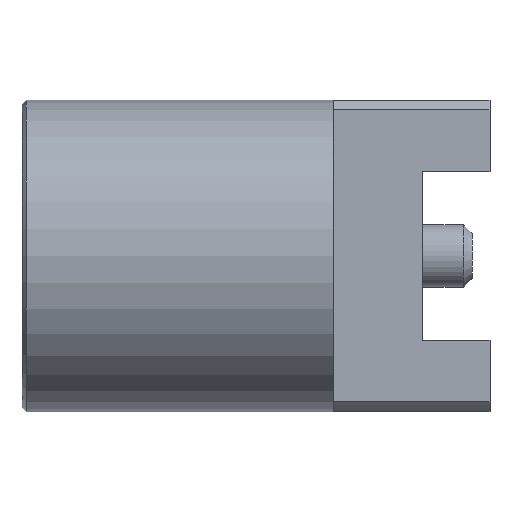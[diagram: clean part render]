
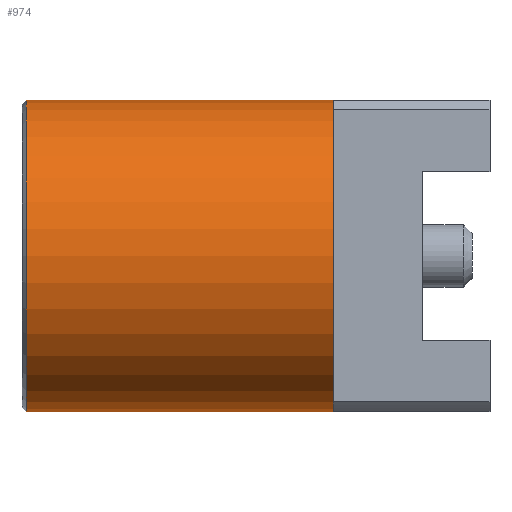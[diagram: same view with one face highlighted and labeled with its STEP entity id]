
A CAD part, top view. The second image highlights one B-rep face of the part: STEP entity #974.
In plain terms, the highlighted cylindrical face has radius 1.75 mm (diameter 3.5 mm), a partial arc.
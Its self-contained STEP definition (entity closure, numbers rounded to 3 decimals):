
#1=CARTESIAN_POINT('',(0.05,0.,0.));
#2=DIRECTION('',(-1.,0.,0.));
#3=DIRECTION('',(0.,-1.,0.));
#4=AXIS2_PLACEMENT_3D('',#1,#2,#3);
#6=CARTESIAN_POINT('',(3.5,0.,0.));
#7=DIRECTION('',(1.,0.,0.));
#8=DIRECTION('',(0.,1.,0.));
#9=AXIS2_PLACEMENT_3D('',#6,#7,#8);
#11=CARTESIAN_POINT('',(3.5,0.,0.));
#12=DIRECTION('',(1.,0.,0.));
#13=DIRECTION('',(0.,0.,1.));
#14=AXIS2_PLACEMENT_3D('',#11,#12,#13);
#49=DIRECTION('',(-1.,0.,0.));
#50=VECTOR('',#49,3.45);
#51=CARTESIAN_POINT('',(3.5,-1.75,0.));
#52=LINE('',#51,#50);
#63=DIRECTION('',(-1.,0.,0.));
#64=VECTOR('',#63,3.45);
#65=CARTESIAN_POINT('',(3.5,1.75,0.));
#66=LINE('',#65,#64);
#747=CARTESIAN_POINT('',(3.5,1.75,0.));
#748=CARTESIAN_POINT('',(3.5,0.,1.75));
#749=VERTEX_POINT('',#747);
#750=VERTEX_POINT('',#748);
#751=CARTESIAN_POINT('',(3.5,-1.75,0.));
#752=VERTEX_POINT('',#751);
#843=CARTESIAN_POINT('',(0.05,1.75,0.));
#844=CARTESIAN_POINT('',(0.05,-1.75,0.));
#845=VERTEX_POINT('',#843);
#846=VERTEX_POINT('',#844);
#957=CARTESIAN_POINT('',(-0.175,0.,0.));
#958=DIRECTION('',(1.,0.,0.));
#959=DIRECTION('',(0.,-1.,0.));
#960=AXIS2_PLACEMENT_3D('',#957,#958,#959);
#961=CYLINDRICAL_SURFACE('',#960,1.75);
#963=ORIENTED_EDGE('',*,*,#962,.T.);
#965=ORIENTED_EDGE('',*,*,#964,.F.);
#967=ORIENTED_EDGE('',*,*,#966,.T.);
#969=ORIENTED_EDGE('',*,*,#968,.T.);
#971=ORIENTED_EDGE('',*,*,#970,.T.);
#972=EDGE_LOOP('',(#963,#965,#967,#969,#971));
#973=FACE_OUTER_BOUND('',#972,.F.);
#974=ADVANCED_FACE('',(#973),#961,.T.);
#5=CIRCLE('',#4,1.75);
#10=CIRCLE('',#9,1.75);
#15=CIRCLE('',#14,1.75);
#962=EDGE_CURVE('',#846,#845,#5,.T.);
#964=EDGE_CURVE('',#749,#845,#66,.T.);
#966=EDGE_CURVE('',#749,#750,#10,.T.);
#968=EDGE_CURVE('',#750,#752,#15,.T.);
#970=EDGE_CURVE('',#752,#846,#52,.T.);
